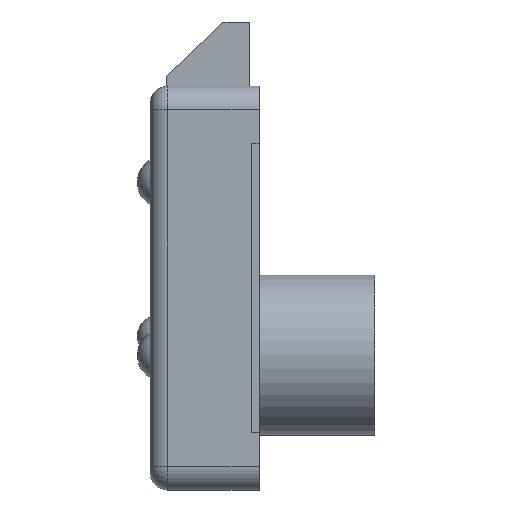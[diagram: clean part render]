
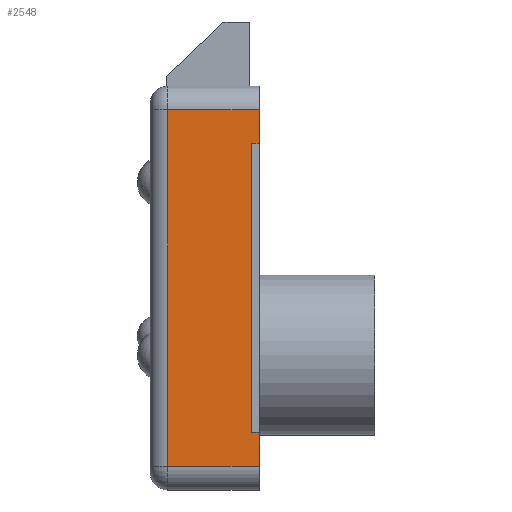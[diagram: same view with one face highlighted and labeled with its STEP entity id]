
A CAD part, front view. The second image highlights one B-rep face of the part: STEP entity #2548.
In plain terms, the highlighted face is planar.
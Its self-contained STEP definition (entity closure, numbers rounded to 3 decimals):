
#2239 = VERTEX_POINT ( 'NONE', #5818 ) ;
#2240 = VERTEX_POINT ( 'NONE', #5819 ) ;
#2313 = VERTEX_POINT ( 'NONE', #5840 ) ;
#2314 = VERTEX_POINT ( 'NONE', #5841 ) ;
#2323 = VERTEX_POINT ( 'NONE', #5850 ) ;
#2324 = VERTEX_POINT ( 'NONE', #5851 ) ;
#2325 = VERTEX_POINT ( 'NONE', #5852 ) ;
#2326 = VERTEX_POINT ( 'NONE', #5853 ) ;
#2342 = EDGE_LOOP ( 'NONE', ( #2564, #2566, #2565, #2568, #2567, #2570, #2569, #2571 ) ) ;
#2471 = EDGE_CURVE ( 'NONE', #2239, #2240, #5988, .T. ) ;
#2495 = EDGE_CURVE ( 'NONE', #2313, #2314, #6060, .T. ) ;
#2514 = EDGE_CURVE ( 'NONE', #2313, #2323, #6117, .T. ) ;
#2515 = EDGE_CURVE ( 'NONE', #2314, #2324, #6120, .T. ) ;
#2516 = EDGE_CURVE ( 'NONE', #2324, #2325, #6123, .T. ) ;
#2517 = EDGE_CURVE ( 'NONE', #2323, #2326, #6126, .T. ) ;
#2518 = EDGE_CURVE ( 'NONE', #2240, #2326, #6129, .T. ) ;
#2519 = EDGE_CURVE ( 'NONE', #2325, #2239, #6132, .T. ) ;
#2548 = ADVANCED_FACE ( 'NONE', ( #4745 ), #6218, .F. ) ;
#2564 = ORIENTED_EDGE ( 'NONE', *, *, #2516, .F. ) ;
#2565 = ORIENTED_EDGE ( 'NONE', *, *, #2495, .F. ) ;
#2566 = ORIENTED_EDGE ( 'NONE', *, *, #2515, .F. ) ;
#2567 = ORIENTED_EDGE ( 'NONE', *, *, #2517, .T. ) ;
#2568 = ORIENTED_EDGE ( 'NONE', *, *, #2514, .T. ) ;
#2569 = ORIENTED_EDGE ( 'NONE', *, *, #2471, .F. ) ;
#2570 = ORIENTED_EDGE ( 'NONE', *, *, #2518, .F. ) ;
#2571 = ORIENTED_EDGE ( 'NONE', *, *, #2519, .F. ) ;
#4666 = VECTOR ( 'NONE', #5990, 1000. ) ;
#4690 = VECTOR ( 'NONE', #6062, 1000. ) ;
#4709 = VECTOR ( 'NONE', #6119, 1000. ) ;
#4710 = VECTOR ( 'NONE', #6122, 1000. ) ;
#4711 = VECTOR ( 'NONE', #6125, 1000. ) ;
#4712 = VECTOR ( 'NONE', #6128, 1000. ) ;
#4714 = VECTOR ( 'NONE', #6131, 1000. ) ;
#4716 = VECTOR ( 'NONE', #6134, 1000. ) ;
#4745 = FACE_OUTER_BOUND ( 'NONE', #2342, .T. ) ;
#4747 = AXIS2_PLACEMENT_3D ( 'NONE', #6219, #6220, #6221 ) ;
#5818 = CARTESIAN_POINT ( 'NONE',  ( 22.55, 17., 25. ) ) ;
#5819 = CARTESIAN_POINT ( 'NONE',  ( 27.8, 17., 25. ) ) ;
#5840 = CARTESIAN_POINT ( 'NONE',  ( -27.8, 17., 25. ) ) ;
#5841 = CARTESIAN_POINT ( 'NONE',  ( -22.55, 17., 25. ) ) ;
#5850 = CARTESIAN_POINT ( 'NONE',  ( -27.8, 2.7, 25. ) ) ;
#5851 = CARTESIAN_POINT ( 'NONE',  ( -22.55, 15.8, 25. ) ) ;
#5852 = CARTESIAN_POINT ( 'NONE',  ( 22.55, 15.8, 25. ) ) ;
#5853 = CARTESIAN_POINT ( 'NONE',  ( 27.8, 2.7, 25. ) ) ;
#5988 = LINE ( 'NONE', #5989, #4666 ) ;
#5989 = CARTESIAN_POINT ( 'NONE',  ( -27.8, 17., 25. ) ) ;
#5990 = DIRECTION ( 'NONE',  ( 1., 0., 0. ) ) ;
#6060 = LINE ( 'NONE', #6061, #4690 ) ;
#6061 = CARTESIAN_POINT ( 'NONE',  ( -27.8, 17., 25. ) ) ;
#6062 = DIRECTION ( 'NONE',  ( 1., 0., 0. ) ) ;
#6117 = LINE ( 'NONE', #6118, #4709 ) ;
#6118 = CARTESIAN_POINT ( 'NONE',  ( -27.8, 17., 25. ) ) ;
#6119 = DIRECTION ( 'NONE',  ( 0., -1., 0. ) ) ;
#6120 = LINE ( 'NONE', #6121, #4710 ) ;
#6121 = CARTESIAN_POINT ( 'NONE',  ( -22.55, 17., 25. ) ) ;
#6122 = DIRECTION ( 'NONE',  ( 0., -1., 0. ) ) ;
#6123 = LINE ( 'NONE', #6124, #4711 ) ;
#6124 = CARTESIAN_POINT ( 'NONE',  ( -22.55, 15.8, 25. ) ) ;
#6125 = DIRECTION ( 'NONE',  ( 1., 0., 0. ) ) ;
#6126 = LINE ( 'NONE', #6127, #4712 ) ;
#6127 = CARTESIAN_POINT ( 'NONE',  ( -27.8, 2.7, 25. ) ) ;
#6128 = DIRECTION ( 'NONE',  ( 1., 0., 0. ) ) ;
#6129 = LINE ( 'NONE', #6130, #4714 ) ;
#6130 = CARTESIAN_POINT ( 'NONE',  ( 27.8, 17., 25. ) ) ;
#6131 = DIRECTION ( 'NONE',  ( 0., -1., 0. ) ) ;
#6132 = LINE ( 'NONE', #6133, #4716 ) ;
#6133 = CARTESIAN_POINT ( 'NONE',  ( 22.55, 17., 25. ) ) ;
#6134 = DIRECTION ( 'NONE',  ( 0., 1., 0. ) ) ;
#6218 = PLANE ( 'NONE',  #4747 ) ;
#6219 = CARTESIAN_POINT ( 'NONE',  ( -27.8, 17., 25. ) ) ;
#6220 = DIRECTION ( 'NONE',  ( 0., 0., -1. ) ) ;
#6221 = DIRECTION ( 'NONE',  ( -1., 0., 0. ) ) ;
